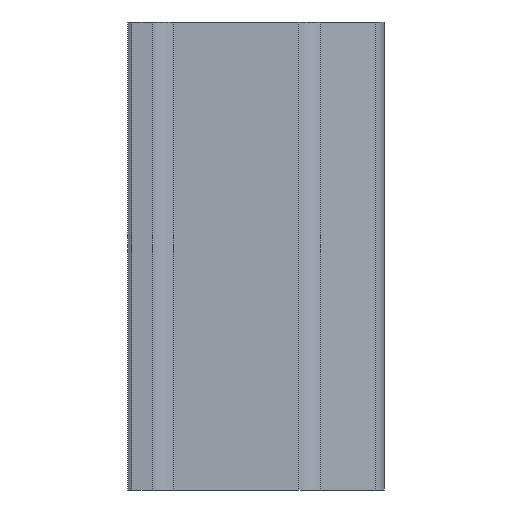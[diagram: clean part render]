
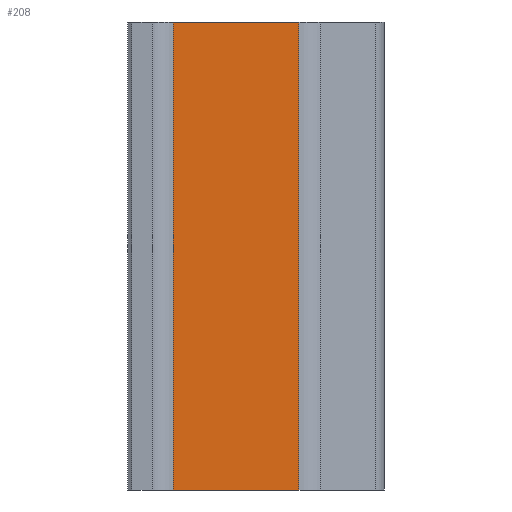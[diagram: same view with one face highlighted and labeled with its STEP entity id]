
A CAD part, front view. The second image highlights one B-rep face of the part: STEP entity #208.
In plain terms, the highlighted planar face has unit normal (0, -1, 0).
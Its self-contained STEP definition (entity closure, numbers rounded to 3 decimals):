
#2 = PLANE ( 'NONE',  #614 ) ;
#25 = CARTESIAN_POINT ( 'NONE',  ( 67.734, 14.809, -185. ) ) ;
#100 = CARTESIAN_POINT ( 'NONE',  ( 18.017, 14.809, -185. ) ) ;
#119 = CARTESIAN_POINT ( 'NONE',  ( 11.77, 14.809, -185. ) ) ;
#123 = CARTESIAN_POINT ( 'NONE',  ( 18.017, 14.809, 0. ) ) ;
#130 = VERTEX_POINT ( 'NONE', #670 ) ;
#137 = ORIENTED_EDGE ( 'NONE', *, *, #414, .F. ) ;
#178 = VECTOR ( 'NONE', #633, 1000. ) ;
#191 = VECTOR ( 'NONE', #424, 1000. ) ;
#208 = ADVANCED_FACE ( 'NONE', ( #676 ), #2, .F. ) ;
#232 = LINE ( 'NONE', #573, #761 ) ;
#267 = ORIENTED_EDGE ( 'NONE', *, *, #309, .T. ) ;
#309 = EDGE_CURVE ( 'NONE', #130, #563, #481, .T. ) ;
#341 = ORIENTED_EDGE ( 'NONE', *, *, #574, .T. ) ;
#405 = CARTESIAN_POINT ( 'NONE',  ( 11.77, 14.809, -185. ) ) ;
#412 = VERTEX_POINT ( 'NONE', #25 ) ;
#414 = EDGE_CURVE ( 'NONE', #541, #563, #488, .T. ) ;
#424 = DIRECTION ( 'NONE',  ( 0., 0., 1. ) ) ;
#426 = DIRECTION ( 'NONE',  ( -1., 0., 0. ) ) ;
#438 = CARTESIAN_POINT ( 'NONE',  ( 18.017, 14.809, -185. ) ) ;
#459 = ORIENTED_EDGE ( 'NONE', *, *, #545, .F. ) ;
#481 = LINE ( 'NONE', #617, #706 ) ;
#488 = LINE ( 'NONE', #100, #191 ) ;
#541 = VERTEX_POINT ( 'NONE', #438 ) ;
#545 = EDGE_CURVE ( 'NONE', #412, #541, #639, .T. ) ;
#563 = VERTEX_POINT ( 'NONE', #123 ) ;
#573 = CARTESIAN_POINT ( 'NONE',  ( 67.734, 14.809, -185. ) ) ;
#574 = EDGE_CURVE ( 'NONE', #412, #130, #232, .T. ) ;
#614 = AXIS2_PLACEMENT_3D ( 'NONE', #405, #668, #800 ) ;
#617 = CARTESIAN_POINT ( 'NONE',  ( 11.77, 14.809, 0. ) ) ;
#633 = DIRECTION ( 'NONE',  ( -1., 0., 0. ) ) ;
#639 = LINE ( 'NONE', #119, #178 ) ;
#668 = DIRECTION ( 'NONE',  ( 0., 1., 0. ) ) ;
#670 = CARTESIAN_POINT ( 'NONE',  ( 67.734, 14.809, 0. ) ) ;
#676 = FACE_OUTER_BOUND ( 'NONE', #846, .T. ) ;
#698 = DIRECTION ( 'NONE',  ( 0., 0., 1. ) ) ;
#706 = VECTOR ( 'NONE', #426, 1000. ) ;
#761 = VECTOR ( 'NONE', #698, 1000. ) ;
#800 = DIRECTION ( 'NONE',  ( 0., 0., 1. ) ) ;
#846 = EDGE_LOOP ( 'NONE', ( #267, #137, #459, #341 ) ) ;
